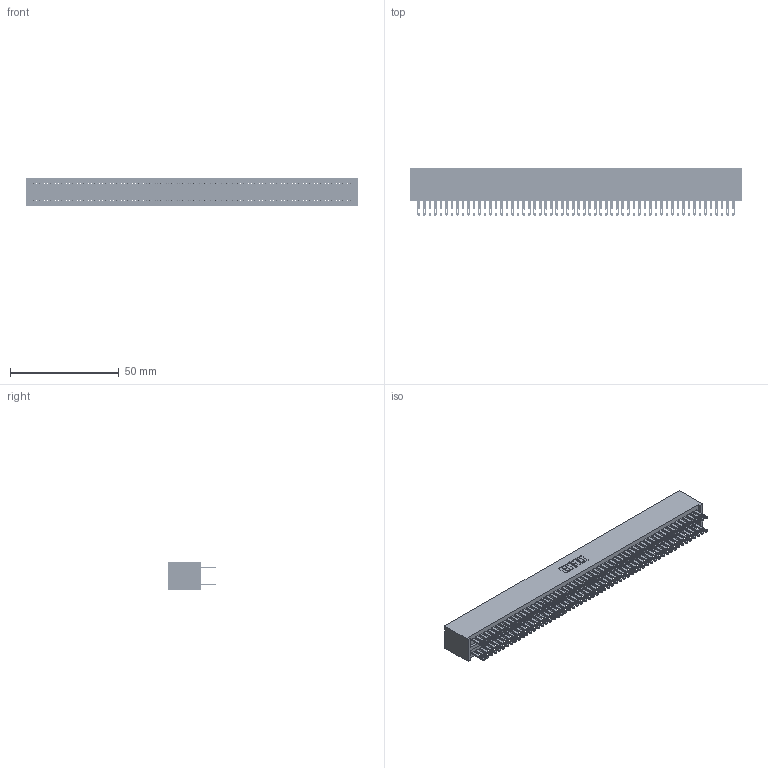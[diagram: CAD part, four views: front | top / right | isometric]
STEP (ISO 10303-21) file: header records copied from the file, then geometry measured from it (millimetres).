
FILE_DESCRIPTION (( 'STEP AP203' ), '1' );
FILE_NAME ('325-116-500-201.STEP', '2020-02-25T08:11:59', ( '' ), ( '' ), 'SwSTEP 2.0', 'SolidWorks 2016', '' );
FILE_SCHEMA (( 'CONFIG_CONTROL_DESIGN' ));
Length unit declared in the file: inch
Products named in the file (3): 325 Part_Lugless; 325-116-500-201; 325-292-001_325-293-100
Assembly tree (117 placements, depth 2):
  325-116-500-201
    325 Part_Lugless
    325-292-001_325-293-100  x116
Bounding box: 152.96 x 21.84 x 12.45 mm (x, y, z)
Volume: 20850.6 mm3; surface area: 27490.2 mm2
Topology: 117 solids, 117 shells, 5674 faces, 17339 edges, 11558 vertices
Faces by surface type: plane 3546, cylinder 2128
Entity records: 34897 total; most frequent: CARTESIAN_POINT 5762, ORIENTED_EDGE 5698, DIRECTION 4889, EDGE_CURVE 2849, VECTOR 2725, LINE 2725, VERTEX_POINT 1898, AXIS2_PLACEMENT_3D 1082
